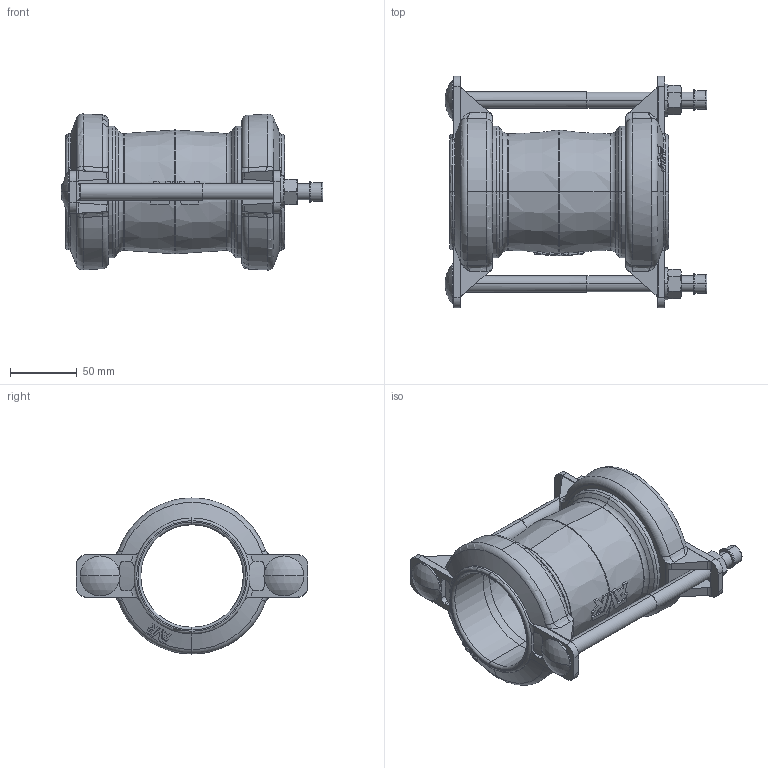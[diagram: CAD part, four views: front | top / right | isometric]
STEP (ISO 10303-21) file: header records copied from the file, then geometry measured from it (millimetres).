
FILE_DESCRIPTION (( 'STEP AP203' ), '1' );
FILE_NAME ('O_601_A_DN050_057-074mm_001XXXX_AA1_step.step', '2015-08-25T11:37:33', ( 'Windows User' ), ( 'AVK' ), 'SwSTEP 2.0', 'SolidWorks 2012', '' );
FILE_SCHEMA (( 'CONFIG_CONTROL_DESIGN' ));
Length unit declared in the file: millimetre
Products named in the file (1): O_601_A_DN050_057-074mm_001XXXX_AA1_step
Bounding box: 196.5 x 174 x 117.16 mm (x, y, z)
Volume: 564172.4 mm3; surface area: 136532.3 mm2
Topology: 1 solids, 1 shells, 676 faces, 1818 edges, 1148 vertices
Faces by surface type: cylinder 269, plane 232, cone 65, torus 50, bspline 48, sphere 12
Entity records: 26252 total; most frequent: CARTESIAN_POINT 10894, ORIENTED_EDGE 3620, DIRECTION 2652, EDGE_CURVE 1810, VERTEX_POINT 1148, AXIS2_PLACEMENT_3D 1021, EDGE_LOOP 710, B_SPLINE_CURVE_WITH_KNOTS 690
